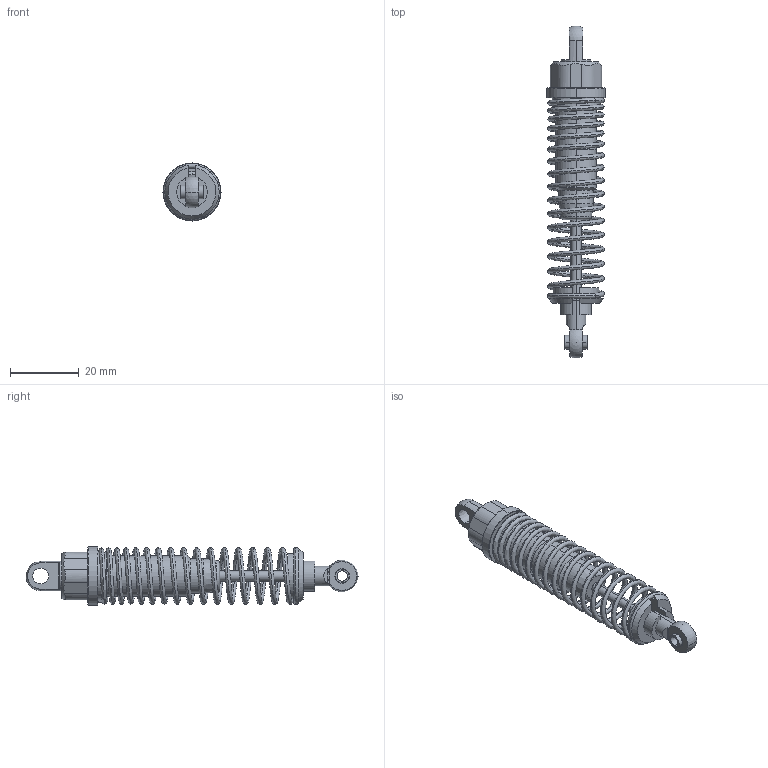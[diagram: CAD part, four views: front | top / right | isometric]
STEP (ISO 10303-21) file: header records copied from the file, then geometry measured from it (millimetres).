
FILE_DESCRIPTION (( 'STEP AP203' ), '1' );
FILE_NAME ('RC Damper HSP 296004 - .stp', '2014-12-08T22:57:09', ( '' ), ( '' ), 'SwSTEP 2.0', 'SolidWorks 2014', '' );
FILE_SCHEMA (( 'CONFIG_CONTROL_DESIGN' ));
Length unit declared in the file: millimetre
Products named in the file (4): Damper Body -; RC Damper HSP 296004 - ; RC Spring - 58.5mm compressed - 62mm free lenght; Shaft -
Assembly tree (3 placements, depth 2):
  RC Damper HSP 296004 - 
    Damper Body -
    RC Spring - 58.5mm compressed - 62mm free lenght
    Shaft -
Bounding box: 16.95 x 96.91 x 16.95 mm (x, y, z)
Volume: 8065.7 mm3; surface area: 7812 mm2
Topology: 4 solids, 4 shells, 109 faces, 266 edges, 170 vertices
Faces by surface type: cylinder 42, plane 39, cone 13, torus 10, sphere 3, bspline 2
Entity records: 18445 total; most frequent: CARTESIAN_POINT 15438, DIRECTION 591, ORIENTED_EDGE 518, EDGE_CURVE 259, AXIS2_PLACEMENT_3D 243, VERTEX_POINT 166, CIRCLE 130, EDGE_LOOP 121
